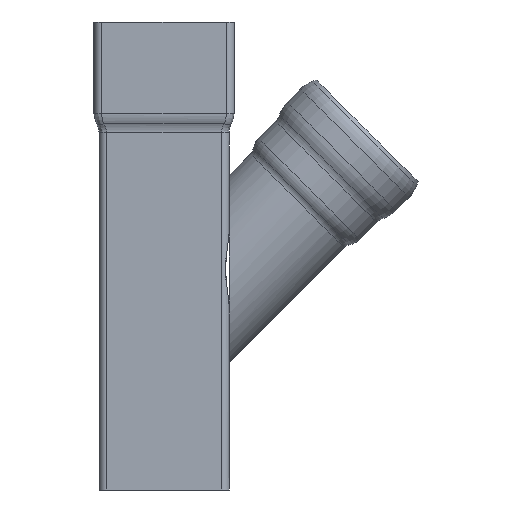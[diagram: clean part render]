
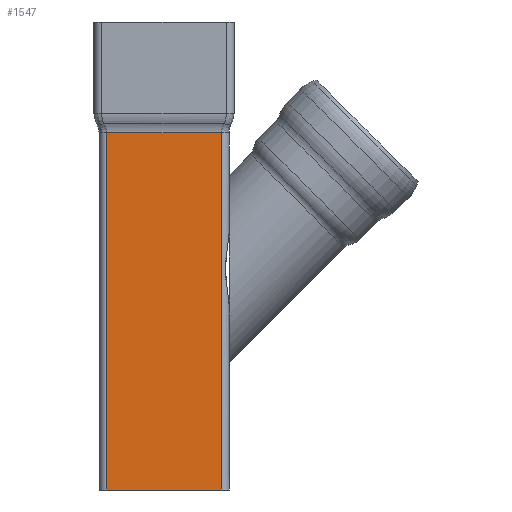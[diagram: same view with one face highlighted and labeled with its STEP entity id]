
A CAD part, left-side view. The second image highlights one B-rep face of the part: STEP entity #1547.
In plain terms, the highlighted planar face has unit normal (-1, 0, 0).
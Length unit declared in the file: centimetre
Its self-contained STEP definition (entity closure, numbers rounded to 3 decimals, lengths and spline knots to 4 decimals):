
#54=PLANE('',#1685);
#132=LINE('',#2975,#229);
#151=LINE('',#3230,#248);
#156=LINE('',#3243,#253);
#157=LINE('',#3246,#254);
#229=VECTOR('',#1912,1.);
#248=VECTOR('',#1991,1.);
#253=VECTOR('',#2004,15.);
#254=VECTOR('',#2009,1.);
#381=FACE_OUTER_BOUND('',#481,.T.);
#481=EDGE_LOOP('',(#1185,#1186,#1187,#1188));
#691=VERTEX_POINT('',#2972);
#692=VERTEX_POINT('',#2974);
#716=VERTEX_POINT('',#3226);
#720=VERTEX_POINT('',#3242);
#845=EDGE_CURVE('',#691,#692,#132,.T.);
#884=EDGE_CURVE('',#692,#716,#151,.T.);
#890=EDGE_CURVE('',#716,#720,#156,.T.);
#892=EDGE_CURVE('',#720,#691,#157,.T.);
#1185=ORIENTED_EDGE('',*,*,#884,.F.);
#1186=ORIENTED_EDGE('',*,*,#845,.F.);
#1187=ORIENTED_EDGE('',*,*,#892,.F.);
#1188=ORIENTED_EDGE('',*,*,#890,.F.);
#1547=ADVANCED_FACE('',(#381),#54,.T.);
#1685=AXIS2_PLACEMENT_3D('',#3245,#2007,#2008);
#1912=DIRECTION('',(0.,1.,0.));
#1991=DIRECTION('',(0.,0.,1.));
#2004=DIRECTION('',(0.,-1.,0.));
#2007=DIRECTION('center_axis',(-1.,0.,0.));
#2008=DIRECTION('ref_axis',(0.,-1.,0.));
#2009=DIRECTION('',(0.,0.,-1.));
#2972=CARTESIAN_POINT('',(-50.,-44.,0.));
#2974=CARTESIAN_POINT('',(-50.,44.,0.));
#2975=CARTESIAN_POINT('',(-50.,-50.,0.));
#3226=CARTESIAN_POINT('',(-50.,44.,274.6562));
#3230=CARTESIAN_POINT('',(-50.,44.,0.));
#3242=CARTESIAN_POINT('',(-50.,-44.,274.6562));
#3243=CARTESIAN_POINT('',(-50.,-53.85,274.6562));
#3245=CARTESIAN_POINT('Origin',(-50.,50.,0.));
#3246=CARTESIAN_POINT('',(-50.,-44.,0.));
